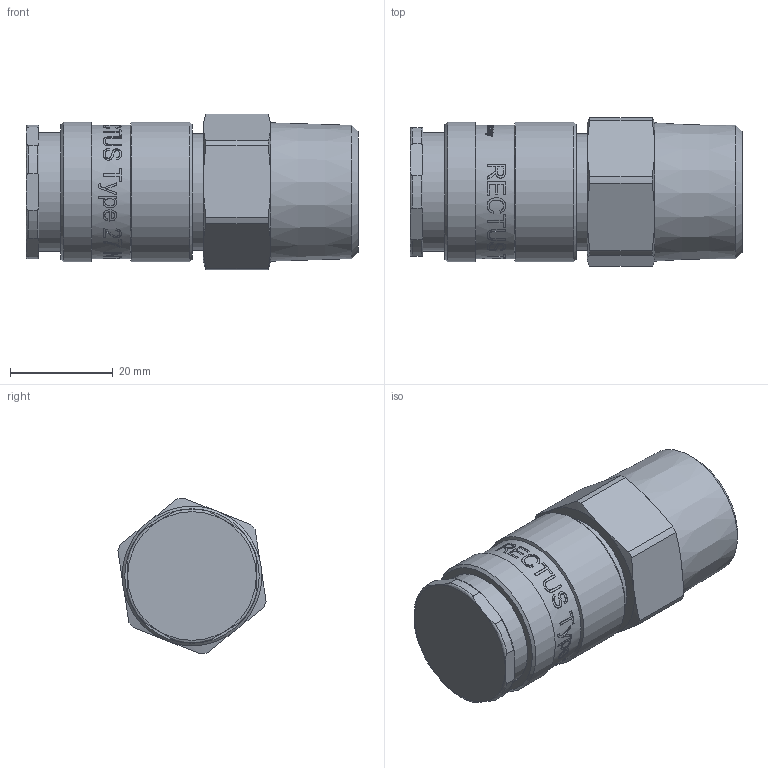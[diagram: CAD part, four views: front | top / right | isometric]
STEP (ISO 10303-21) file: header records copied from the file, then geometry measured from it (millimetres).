
FILE_DESCRIPTION((''),'2;1');
FILE_NAME('27kaak26mpn.stp','2014-04-09T14:44:34',('IA176480'),(''),'Autodesk Inventor 2013','Autodesk Inventor 2013','');
FILE_SCHEMA(('AUTOMOTIVE_DESIGN { 1 0 10303 214 1 1 1 1 }'));
Length unit declared in the file: millimetre
Products named in the file (1): D110042
Bounding box: 64.55 x 28.81 x 30.27 mm (x, y, z)
Volume: 34700.6 mm3; surface area: 10314.8 mm2
Topology: 1 solids, 1 shells, 486 faces, 1287 edges, 849 vertices
Faces by surface type: bspline 205, plane 189, cylinder 60, cone 20, torus 12
Full cylindrical faces by diameter (mm): 21.526 x2, 22.75 x1, 23.1 x1, 23.35 x1, 23.55 x1, 26 x1, 27.15 x2
Entity records: 65448 total; most frequent: CARTESIAN_POINT 54624, ORIENTED_EDGE 2536, DIRECTION 1385, EDGE_CURVE 1268, VERTEX_POINT 847, B_SPLINE_CURVE_WITH_KNOTS 594, EDGE_LOOP 549, FACE_OUTER_BOUND 486
